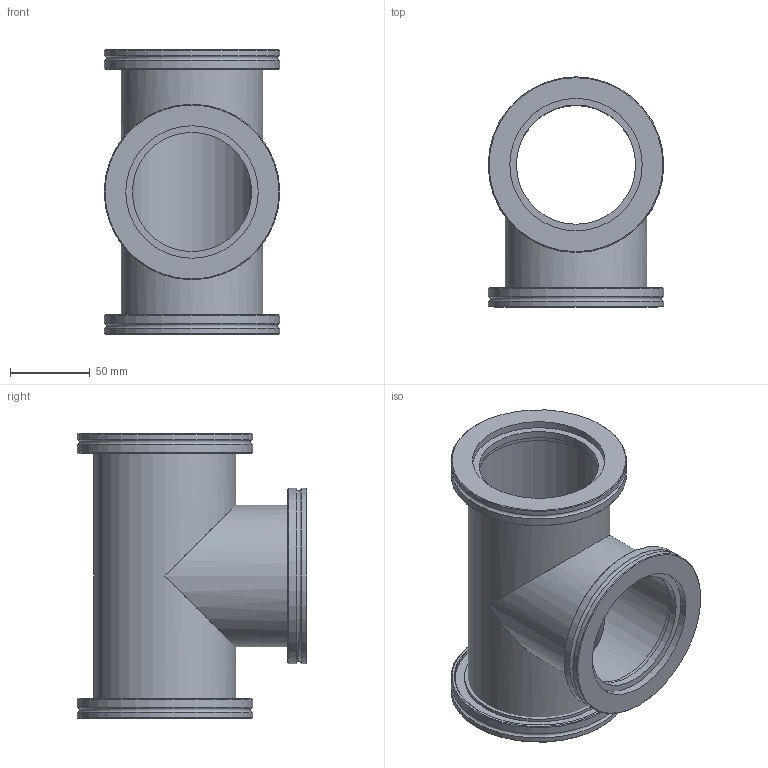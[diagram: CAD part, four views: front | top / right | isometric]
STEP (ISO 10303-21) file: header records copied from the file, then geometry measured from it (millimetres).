
FILE_DESCRIPTION(/* description */ (''),/* implementation_level */ '2;1');
FILE_NAME(/* name */ 'FL-T80LF.stp',/* time_stamp */ '2018-11-20T14:32:16+00:00',/* author */ ('paul'),/* organization */ (''),/* preprocessor_version */ 'ST-DEVELOPER v17.2',/* originating_system */ 'Autodesk Inventor 2019',/* authorisation */ '');
FILE_SCHEMA (('AUTOMOTIVE_DESIGN { 1 0 10303 214 3 1 1 }'));
Length unit declared in the file: millimetre
Products named in the file (4): FL-T80LF; Tube1; Tube; FL-80LF-W
Assembly tree (5 placements, depth 2):
  FL-T80LF
    Tube1
    Tube
    FL-80LF-W  x3
Bounding box: 110 x 144 x 178 mm (x, y, z)
Volume: 305001.2 mm3; surface area: 161124.2 mm2
Topology: 5 solids, 5 shells, 62 faces, 156 edges, 113 vertices
Faces by surface type: plane 25, cylinder 25, cone 9, torus 3
Full cylindrical faces by diameter (mm): 74.676 x3, 76.4 x3, 82.8 x2, 83 x3, 88.9 x2, 93 x3, 105 x3, 110 x6
Entity records: 1035 total; most frequent: DIRECTION 190, CARTESIAN_POINT 152, ORIENTED_EDGE 136, AXIS2_PLACEMENT_3D 85, EDGE_CURVE 68, VERTEX_POINT 47, CIRCLE 40, EDGE_LOOP 37
